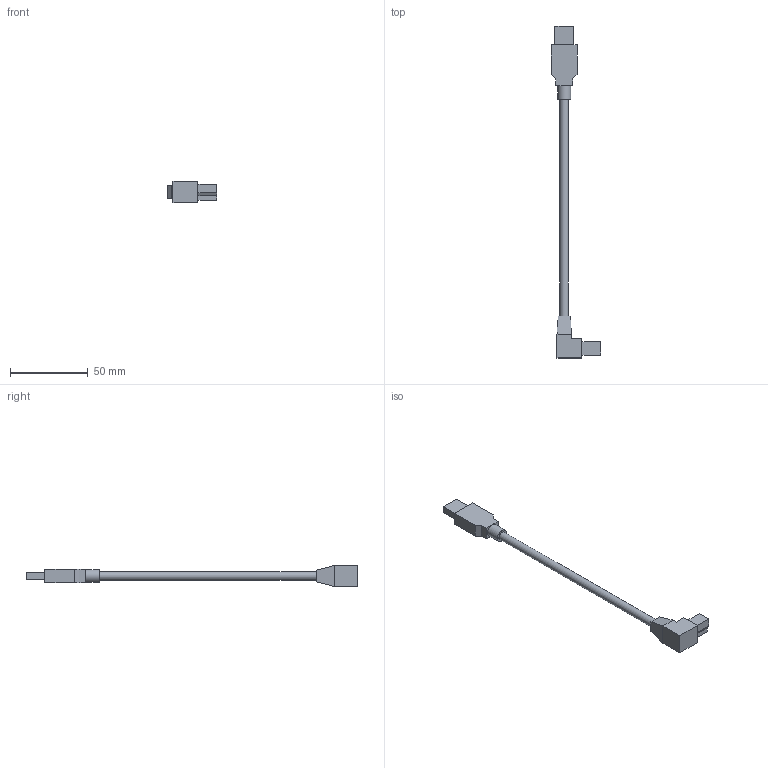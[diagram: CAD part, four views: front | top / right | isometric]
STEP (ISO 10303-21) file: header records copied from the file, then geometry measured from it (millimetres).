
FILE_DESCRIPTION (( 'STEP AP214' ), '1' );
FILE_NAME ('025943-GEO_1.STEP', '2022-02-23T21:15:38', ( '' ), ( '' ), 'SwSTEP 2.0', 'SolidWorks 2020', '' );
FILE_SCHEMA (( 'AUTOMOTIVE_DESIGN' ));
Length unit declared in the file: millimetre
Products named in the file (1): 025943-GEO_1
Bounding box: 31.62 x 212.9 x 13.5 mm (x, y, z)
Volume: 12846 mm3; surface area: 6949.4 mm2
Topology: 5 solids, 5 shells, 43 faces, 93 edges, 61 vertices
Faces by surface type: plane 41, cylinder 2
Full cylindrical faces by diameter (mm): 5.5 x1, 8.3 x1
Entity records: 1198 total; most frequent: CARTESIAN_POINT 194, DIRECTION 182, ORIENTED_EDGE 180, EDGE_CURVE 90, VECTOR 86, LINE 86, VERTEX_POINT 60, AXIS2_PLACEMENT_3D 48
